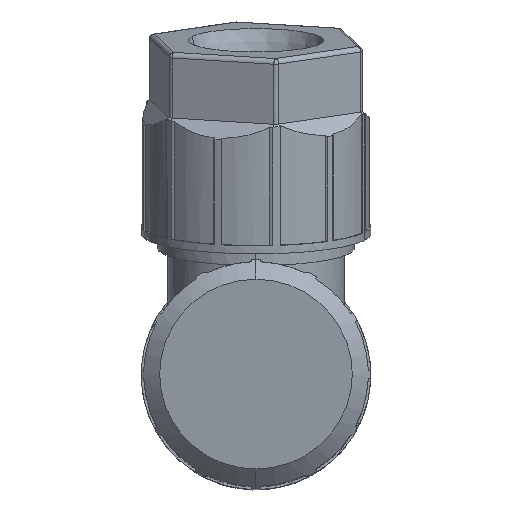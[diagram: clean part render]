
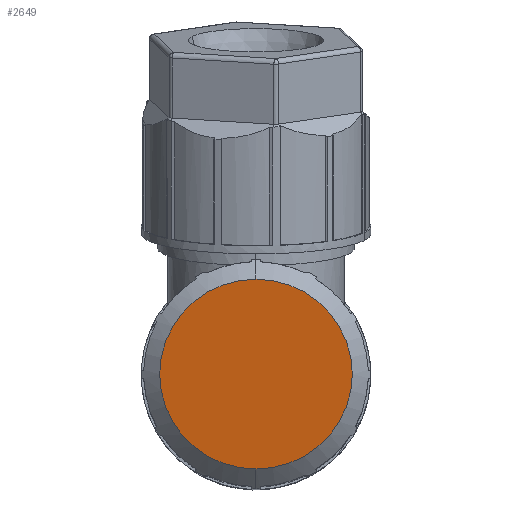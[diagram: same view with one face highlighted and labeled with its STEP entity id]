
A CAD part, top view. The second image highlights one B-rep face of the part: STEP entity #2649.
In plain terms, the highlighted planar face has unit normal (0, -0.174, 0.985).
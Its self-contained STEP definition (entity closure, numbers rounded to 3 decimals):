
#2629=AXIS2_PLACEMENT_3D('Plane Axis2P3D',#2626,#2627,#2628) ;
#2633=AXIS2_PLACEMENT_3D('Circle Axis2P3D',#2631,#2632,$) ;
#2642=AXIS2_PLACEMENT_3D('Circle Axis2P3D',#2640,#2641,$) ;
#2626=CARTESIAN_POINT('Axis2P3D Location',(66.927,-55.924,30.516)) ;
#2631=CARTESIAN_POINT('Axis2P3D Location',(7.,7.,41.611)) ;
#2635=CARTESIAN_POINT('Vertex',(7.,12.786,42.632)) ;
#2637=CARTESIAN_POINT('Vertex',(7.,1.214,40.591)) ;
#2640=CARTESIAN_POINT('Axis2P3D Location',(7.,7.,41.611)) ;
#2627=DIRECTION('Axis2P3D Direction',(0.,-0.174,0.985)) ;
#2628=DIRECTION('Axis2P3D XDirection',(0.,-0.985,-0.174)) ;
#2632=DIRECTION('Axis2P3D Direction',(0.,-0.174,0.985)) ;
#2641=DIRECTION('Axis2P3D Direction',(0.,-0.174,0.985)) ;
#2646=ORIENTED_EDGE('',*,*,#2639,.T.) ;
#2647=ORIENTED_EDGE('',*,*,#2644,.T.) ;
#2649=ADVANCED_FACE('Hauptk\X2\00F6\X0\rper',(#2648),#2630,.T.) ;
#2634=CIRCLE('generated circle',#2633,5.875) ;
#2643=CIRCLE('generated circle',#2642,5.875) ;
#2639=EDGE_CURVE('',#2636,#2638,#2634,.T.) ;
#2644=EDGE_CURVE('',#2638,#2636,#2643,.T.) ;
#2645=EDGE_LOOP('',(#2646,#2647)) ;
#2648=FACE_OUTER_BOUND('',#2645,.T.) ;
#2630=PLANE('',#2629) ;
#2636=VERTEX_POINT('',#2635) ;
#2638=VERTEX_POINT('',#2637) ;
